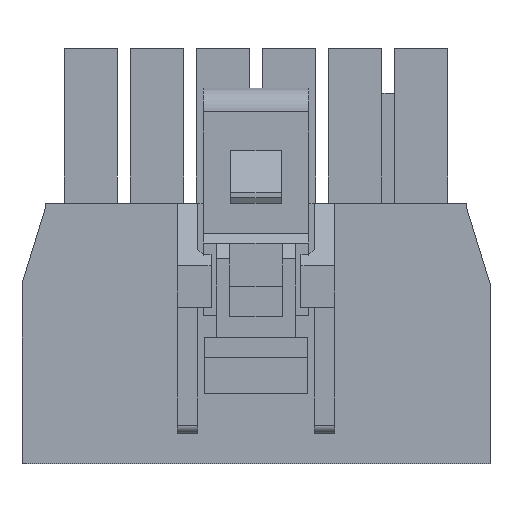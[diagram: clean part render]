
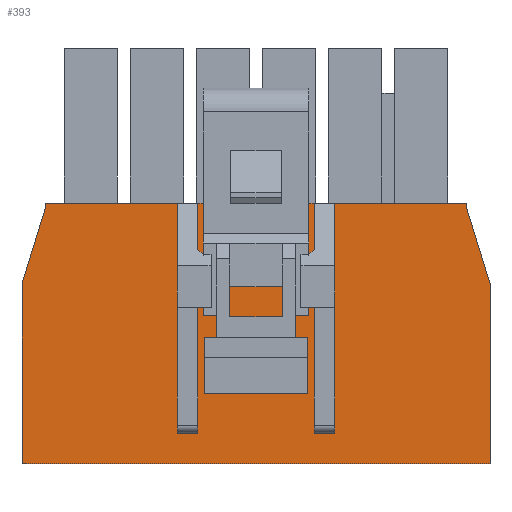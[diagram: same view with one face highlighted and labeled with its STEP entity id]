
A CAD part, front view. The second image highlights one B-rep face of the part: STEP entity #393.
In plain terms, the highlighted planar face has unit normal (0, -1, 0).
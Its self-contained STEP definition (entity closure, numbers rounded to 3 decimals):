
#86=FACE_OUTER_BOUND('',#1048,.T.);
#393=ADVANCED_FACE('',(#86),#706,.T.);
#706=PLANE('',#6044);
#1048=EDGE_LOOP('',(#1639,#1640,#1641,#1642,#1643,#1644,#1645,#1646,#1647,
#1648,#1649,#1650,#1651,#1652,#1653,#1654,#1655,#1656,#1657,#1658));
#1639=ORIENTED_EDGE('',*,*,#3765,.T.);
#1640=ORIENTED_EDGE('',*,*,#3790,.F.);
#1641=ORIENTED_EDGE('',*,*,#3548,.T.);
#1642=ORIENTED_EDGE('',*,*,#3691,.F.);
#1643=ORIENTED_EDGE('',*,*,#3791,.T.);
#1644=ORIENTED_EDGE('',*,*,#3693,.T.);
#1645=ORIENTED_EDGE('',*,*,#3560,.T.);
#1646=ORIENTED_EDGE('',*,*,#3792,.T.);
#1647=ORIENTED_EDGE('',*,*,#3763,.T.);
#1648=ORIENTED_EDGE('',*,*,#3793,.T.);
#1649=ORIENTED_EDGE('',*,*,#3556,.T.);
#1650=ORIENTED_EDGE('',*,*,#3794,.F.);
#1651=ORIENTED_EDGE('',*,*,#3601,.F.);
#1652=ORIENTED_EDGE('',*,*,#3592,.T.);
#1653=ORIENTED_EDGE('',*,*,#3633,.T.);
#1654=ORIENTED_EDGE('',*,*,#3609,.T.);
#1655=ORIENTED_EDGE('',*,*,#3795,.F.);
#1656=ORIENTED_EDGE('',*,*,#3796,.F.);
#1657=ORIENTED_EDGE('',*,*,#3552,.T.);
#1658=ORIENTED_EDGE('',*,*,#3797,.F.);
#3014=VERTEX_POINT('',#7836);
#3015=VERTEX_POINT('',#7838);
#3018=VERTEX_POINT('',#7844);
#3019=VERTEX_POINT('',#7846);
#3022=VERTEX_POINT('',#7852);
#3023=VERTEX_POINT('',#7854);
#3026=VERTEX_POINT('',#7860);
#3027=VERTEX_POINT('',#7862);
#3056=VERTEX_POINT('',#7925);
#3057=VERTEX_POINT('',#7927);
#3065=VERTEX_POINT('',#7946);
#3072=VERTEX_POINT('',#7961);
#3073=VERTEX_POINT('',#7963);
#3148=VERTEX_POINT('',#8124);
#3149=VERTEX_POINT('',#8129);
#3199=VERTEX_POINT('',#8260);
#3201=VERTEX_POINT('',#8264);
#3202=VERTEX_POINT('',#8268);
#3204=VERTEX_POINT('',#8271);
#3221=VERTEX_POINT('',#8324);
#3548=EDGE_CURVE('',#3015,#3014,#4380,.T.);
#3552=EDGE_CURVE('',#3019,#3018,#4384,.T.);
#3556=EDGE_CURVE('',#3023,#3022,#4388,.T.);
#3560=EDGE_CURVE('',#3027,#3026,#4392,.T.);
#3592=EDGE_CURVE('',#3057,#3056,#4424,.T.);
#3601=EDGE_CURVE('',#3057,#3065,#4433,.T.);
#3609=EDGE_CURVE('',#3073,#3072,#4441,.T.);
#3633=EDGE_CURVE('',#3056,#3073,#4465,.T.);
#3691=EDGE_CURVE('',#3148,#3014,#4520,.T.);
#3693=EDGE_CURVE('',#3149,#3027,#4522,.T.);
#3763=EDGE_CURVE('',#3199,#3201,#4589,.T.);
#3765=EDGE_CURVE('',#3204,#3202,#4591,.T.);
#3790=EDGE_CURVE('',#3015,#3202,#4614,.T.);
#3791=EDGE_CURVE('',#3148,#3149,#4615,.T.);
#3792=EDGE_CURVE('',#3026,#3199,#4616,.T.);
#3793=EDGE_CURVE('',#3201,#3023,#4617,.T.);
#3794=EDGE_CURVE('',#3065,#3022,#4618,.T.);
#3795=EDGE_CURVE('',#3221,#3072,#4619,.T.);
#3796=EDGE_CURVE('',#3019,#3221,#4620,.T.);
#3797=EDGE_CURVE('',#3204,#3018,#4621,.T.);
#4380=LINE('',#7837,#5198);
#4384=LINE('',#7845,#5202);
#4388=LINE('',#7853,#5206);
#4392=LINE('',#7861,#5210);
#4424=LINE('',#7926,#5242);
#4433=LINE('',#7945,#5251);
#4441=LINE('',#7962,#5259);
#4465=LINE('',#8010,#5283);
#4520=LINE('',#8125,#5338);
#4522=LINE('',#8128,#5340);
#4589=LINE('',#8265,#5407);
#4591=LINE('',#8270,#5409);
#4614=LINE('',#8318,#5432);
#4615=LINE('',#8319,#5433);
#4616=LINE('',#8320,#5434);
#4617=LINE('',#8321,#5435);
#4618=LINE('',#8322,#5436);
#4619=LINE('',#8323,#5437);
#4620=LINE('',#8325,#5438);
#4621=LINE('',#8326,#5439);
#5198=VECTOR('',#6347,1.);
#5202=VECTOR('',#6351,1.);
#5206=VECTOR('',#6355,1.);
#5210=VECTOR('',#6359,1.);
#5242=VECTOR('',#6397,1.);
#5251=VECTOR('',#6410,1.);
#5259=VECTOR('',#6420,1.);
#5283=VECTOR('',#6450,1.);
#5338=VECTOR('',#6515,1.);
#5340=VECTOR('',#6519,1.);
#5407=VECTOR('',#6620,1.);
#5409=VECTOR('',#6624,1.);
#5432=VECTOR('',#6663,1.);
#5433=VECTOR('',#6664,1.);
#5434=VECTOR('',#6665,1.);
#5435=VECTOR('',#6666,1.);
#5436=VECTOR('',#6667,1.);
#5437=VECTOR('',#6668,1.);
#5438=VECTOR('',#6669,1.);
#5439=VECTOR('',#6670,1.);
#6044=AXIS2_PLACEMENT_3D('',#8327,#6671,#6672);
#6347=DIRECTION('',(-1.,0.,0.));
#6351=DIRECTION('',(-1.,0.,0.));
#6355=DIRECTION('',(-1.,0.,0.));
#6359=DIRECTION('',(-1.,0.,0.));
#6397=DIRECTION('',(0.,0.,-1.));
#6410=DIRECTION('',(0.294,0.,0.956));
#6420=DIRECTION('',(0.,0.,1.));
#6450=DIRECTION('',(1.,0.,0.));
#6515=DIRECTION('',(0.,0.,-1.));
#6519=DIRECTION('',(0.,0.,-1.));
#6620=DIRECTION('',(-1.,0.,0.));
#6624=DIRECTION('',(-1.,0.,0.));
#6663=DIRECTION('',(0.,0.,-1.));
#6664=DIRECTION('',(-1.,0.,0.));
#6665=DIRECTION('',(0.,0.,-1.));
#6666=DIRECTION('',(0.,0.,1.));
#6667=DIRECTION('',(0.,0.,1.));
#6668=DIRECTION('',(0.294,0.,-0.956));
#6669=DIRECTION('',(0.,0.,-1.));
#6670=DIRECTION('',(0.,0.,1.));
#6671=DIRECTION('',(0.,-1.,0.));
#6672=DIRECTION('',(0.,0.,-1.));
#7836=CARTESIAN_POINT('',(2.,-1.74,9.85));
#7837=CARTESIAN_POINT('',(-2.2,-1.74,9.85));
#7838=CARTESIAN_POINT('',(2.2,-1.74,9.85));
#7844=CARTESIAN_POINT('',(2.97,-1.74,9.85));
#7845=CARTESIAN_POINT('',(8.85,-1.74,9.85));
#7846=CARTESIAN_POINT('',(7.97,-1.74,9.85));
#7852=CARTESIAN_POINT('',(-7.97,-1.74,9.85));
#7853=CARTESIAN_POINT('',(8.85,-1.74,9.85));
#7854=CARTESIAN_POINT('',(-2.97,-1.74,9.85));
#7860=CARTESIAN_POINT('',(-2.2,-1.74,9.85));
#7861=CARTESIAN_POINT('',(-2.2,-1.74,9.85));
#7862=CARTESIAN_POINT('',(-2.,-1.74,9.85));
#7925=CARTESIAN_POINT('',(-8.85,-1.74,0.));
#7926=CARTESIAN_POINT('',(-8.85,-1.74,9.85));
#7927=CARTESIAN_POINT('',(-8.85,-1.74,6.8));
#7945=CARTESIAN_POINT('',(-8.85,-1.74,6.8));
#7946=CARTESIAN_POINT('',(-7.97,-1.74,9.66));
#7961=CARTESIAN_POINT('',(8.85,-1.74,6.8));
#7962=CARTESIAN_POINT('',(8.85,-1.74,0.));
#7963=CARTESIAN_POINT('',(8.85,-1.74,0.));
#8010=CARTESIAN_POINT('',(-8.85,-1.74,0.));
#8124=CARTESIAN_POINT('',(2.,-1.74,12.8));
#8125=CARTESIAN_POINT('',(2.,-1.74,12.8));
#8128=CARTESIAN_POINT('',(-2.,-1.74,12.8));
#8129=CARTESIAN_POINT('',(-2.,-1.74,12.8));
#8260=CARTESIAN_POINT('',(-2.2,-1.74,1.15));
#8264=CARTESIAN_POINT('',(-2.97,-1.74,1.15));
#8265=CARTESIAN_POINT('',(2.97,-1.74,1.15));
#8268=CARTESIAN_POINT('',(2.2,-1.74,1.15));
#8270=CARTESIAN_POINT('',(2.97,-1.74,1.15));
#8271=CARTESIAN_POINT('',(2.97,-1.74,1.15));
#8318=CARTESIAN_POINT('',(2.2,-1.74,10.72));
#8319=CARTESIAN_POINT('',(2.,-1.74,12.8));
#8320=CARTESIAN_POINT('',(-2.2,-1.74,10.72));
#8321=CARTESIAN_POINT('',(-2.97,-1.74,1.15));
#8322=CARTESIAN_POINT('',(-7.97,-1.74,9.66));
#8323=CARTESIAN_POINT('',(7.97,-1.74,9.66));
#8324=CARTESIAN_POINT('',(7.97,-1.74,9.66));
#8325=CARTESIAN_POINT('',(7.97,-1.74,9.85));
#8326=CARTESIAN_POINT('',(2.97,-1.74,1.15));
#8327=CARTESIAN_POINT('',(0.,-1.74,0.));
